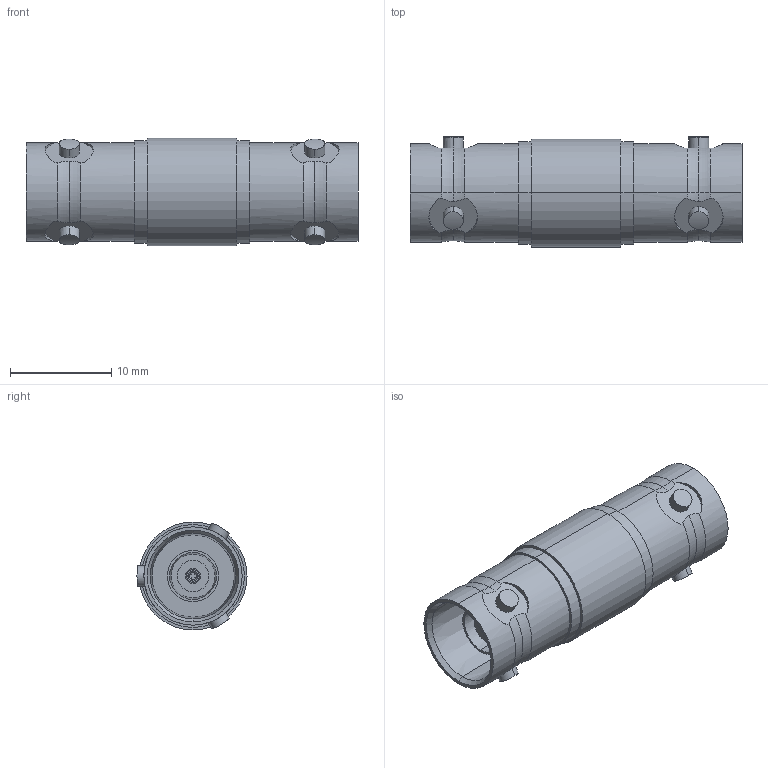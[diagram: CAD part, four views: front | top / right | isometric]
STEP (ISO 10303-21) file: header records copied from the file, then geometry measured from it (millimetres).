
FILE_DESCRIPTION (( 'STEP AP214' ), '1' );
FILE_NAME ('LCAD10-06901_3D.step', '2023-08-09T19:39:44', ( '' ), ( '' ), 'SwSTEP 2.0', 'SolidWorks 2022', '' );
FILE_SCHEMA (( 'AUTOMOTIVE_DESIGN' ));
Length unit declared in the file: inch
Products named in the file (3): Copy of 10-06901-MA2^LCAD10-06901; LCAD10-06901_3D; Copy of 10-06901-MA1^LCAD10-06901
Assembly tree (2 placements, depth 2):
  LCAD10-06901_3D
    Copy of 10-06901-MA1^LCAD10-06901
    Copy of 10-06901-MA2^LCAD10-06901
Bounding box: 32.8 x 10.87 x 10.67 mm (x, y, z)
Volume: 1747.2 mm3; surface area: 2381.3 mm2
Topology: 2 solids, 2 shells, 162 faces, 394 edges, 254 vertices
Faces by surface type: cylinder 56, plane 46, cone 44, torus 16
Entity records: 5823 total; most frequent: CARTESIAN_POINT 1709, ORIENTED_EDGE 788, DIRECTION 784, EDGE_CURVE 394, AXIS2_PLACEMENT_3D 335, VERTEX_POINT 254, EDGE_LOOP 182, CIRCLE 168
